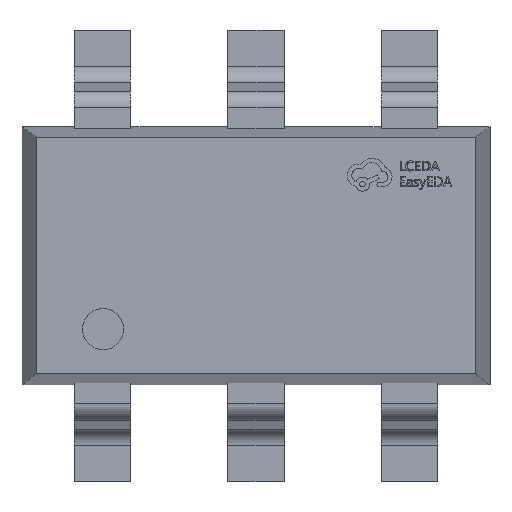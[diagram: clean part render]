
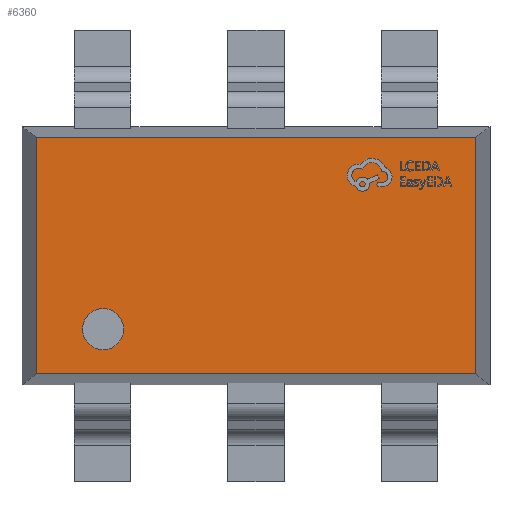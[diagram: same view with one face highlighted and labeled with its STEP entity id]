
A CAD part, top view. The second image highlights one B-rep face of the part: STEP entity #6360.
In plain terms, the highlighted planar face has unit normal (0, 0, 1).
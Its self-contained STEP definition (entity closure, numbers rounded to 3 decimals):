
#282 = FACE_OUTER_BOUND ( 'NONE', #2634, .T. ) ;
#545 = LINE ( 'NONE', #16283, #10022 ) ;
#681 = VERTEX_POINT ( 'NONE', #14138 ) ;
#1203 = VECTOR ( 'NONE', #12243, 1000. ) ;
#1272 = DIRECTION ( 'NONE',  ( 1., 0., 0. ) ) ;
#1926 = PLANE ( 'NONE',  #9531 ) ;
#2634 = EDGE_LOOP ( 'NONE', ( #10028, #11784, #6744, #14341 ) ) ;
#3280 = CIRCLE ( 'NONE', #12913, 0.127 ) ;
#3970 = DIRECTION ( 'NONE',  ( 0., 0., 1. ) ) ;
#4059 = CARTESIAN_POINT ( 'NONE',  ( -1.075, -0.456, 1.25 ) ) ;
#4631 = LINE ( 'NONE', #9874, #9051 ) ;
#5047 = DIRECTION ( 'NONE',  ( -1., 0., 0. ) ) ;
#5371 = CIRCLE ( 'NONE', #6458, 0.127 ) ;
#5662 = CARTESIAN_POINT ( 'NONE',  ( -1.361, 0.732, 1.25 ) ) ;
#6265 = VERTEX_POINT ( 'NONE', #15335 ) ;
#6360 = ADVANCED_FACE ( 'NONE', ( #14991, #282 ), #1926, .T. ) ;
#6458 = AXIS2_PLACEMENT_3D ( 'NONE', #9126, #3970, #1272 ) ;
#6744 = ORIENTED_EDGE ( 'NONE', *, *, #15806, .F. ) ;
#6987 = CARTESIAN_POINT ( 'NONE',  ( 1.45, 0.732, 1.25 ) ) ;
#7092 = DIRECTION ( 'NONE',  ( 0., 0., 1. ) ) ;
#7106 = VERTEX_POINT ( 'NONE', #8519 ) ;
#7478 = DIRECTION ( 'NONE',  ( 0., 1., 0. ) ) ;
#8228 = DIRECTION ( 'NONE',  ( 1., 0., 0. ) ) ;
#8519 = CARTESIAN_POINT ( 'NONE',  ( -1.361, -0.732, 1.25 ) ) ;
#9051 = VECTOR ( 'NONE', #5047, 1000. ) ;
#9126 = CARTESIAN_POINT ( 'NONE',  ( -0.947, -0.456, 1.25 ) ) ;
#9531 = AXIS2_PLACEMENT_3D ( 'NONE', #13738, #16356, #8228 ) ;
#9874 = CARTESIAN_POINT ( 'NONE',  ( 1.45, -0.732, 1.25 ) ) ;
#10022 = VECTOR ( 'NONE', #15250, 1000. ) ;
#10028 = ORIENTED_EDGE ( 'NONE', *, *, #12595, .T. ) ;
#11163 = ORIENTED_EDGE ( 'NONE', *, *, #15900, .F. ) ;
#11784 = ORIENTED_EDGE ( 'NONE', *, *, #13861, .F. ) ;
#11803 = EDGE_CURVE ( 'NONE', #12759, #15610, #5371, .T. ) ;
#11866 = CARTESIAN_POINT ( 'NONE',  ( -0.82, -0.456, 1.25 ) ) ;
#12243 = DIRECTION ( 'NONE',  ( -1., 0., 0. ) ) ;
#12308 = EDGE_CURVE ( 'NONE', #681, #6265, #545, .T. ) ;
#12461 = VECTOR ( 'NONE', #7478, 1000. ) ;
#12595 = EDGE_CURVE ( 'NONE', #6265, #13182, #13549, .T. ) ;
#12759 = VERTEX_POINT ( 'NONE', #4059 ) ;
#12913 = AXIS2_PLACEMENT_3D ( 'NONE', #15307, #7092, #16259 ) ;
#13182 = VERTEX_POINT ( 'NONE', #5662 ) ;
#13549 = LINE ( 'NONE', #6987, #1203 ) ;
#13658 = EDGE_LOOP ( 'NONE', ( #11163, #13689 ) ) ;
#13689 = ORIENTED_EDGE ( 'NONE', *, *, #11803, .F. ) ;
#13738 = CARTESIAN_POINT ( 'NONE',  ( 0., 0., 1.25 ) ) ;
#13861 = EDGE_CURVE ( 'NONE', #7106, #13182, #13942, .T. ) ;
#13942 = LINE ( 'NONE', #15517, #12461 ) ;
#14138 = CARTESIAN_POINT ( 'NONE',  ( 1.361, -0.732, 1.25 ) ) ;
#14341 = ORIENTED_EDGE ( 'NONE', *, *, #12308, .T. ) ;
#14991 = FACE_BOUND ( 'NONE', #13658, .T. ) ;
#15250 = DIRECTION ( 'NONE',  ( 0., 1., 0. ) ) ;
#15307 = CARTESIAN_POINT ( 'NONE',  ( -0.947, -0.456, 1.25 ) ) ;
#15335 = CARTESIAN_POINT ( 'NONE',  ( 1.361, 0.732, 1.25 ) ) ;
#15517 = CARTESIAN_POINT ( 'NONE',  ( -1.361, -10.625, 1.25 ) ) ;
#15610 = VERTEX_POINT ( 'NONE', #11866 ) ;
#15806 = EDGE_CURVE ( 'NONE', #681, #7106, #4631, .T. ) ;
#15900 = EDGE_CURVE ( 'NONE', #15610, #12759, #3280, .T. ) ;
#16259 = DIRECTION ( 'NONE',  ( 1., 0., 0. ) ) ;
#16283 = CARTESIAN_POINT ( 'NONE',  ( 1.361, -10.625, 1.25 ) ) ;
#16356 = DIRECTION ( 'NONE',  ( 0., 0., 1. ) ) ;
